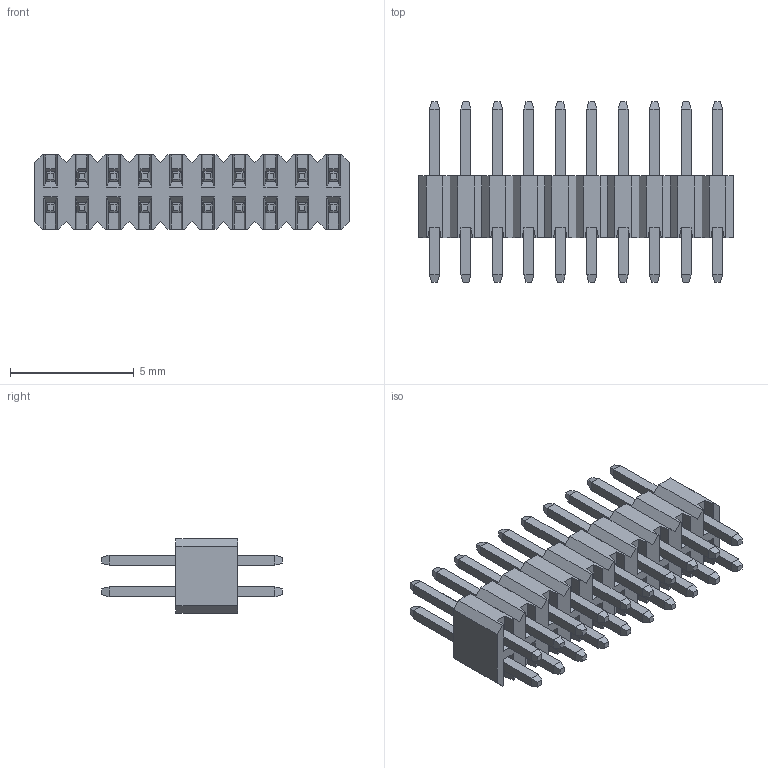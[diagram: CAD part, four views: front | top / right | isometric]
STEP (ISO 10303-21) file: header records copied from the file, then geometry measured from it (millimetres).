
FILE_DESCRIPTION( ('This file contains a STEP AP42 implementation' ,'as created by ZW3D STEP Interface translator.') ,'2;1' );
FILE_NAME( '1325-1210XXS073XXXX.stp' ,'23 317.15 039', (''), ('ZWCAD Software Co.'), 'Version 1.0', 'ZW3D to STEP translator', '' );
FILE_SCHEMA(('AUTOMOTIVE_DESIGN { 1 0 10303 214 1 1 1 1 }'));
Length unit declared in the file: millimetre
Products named in the file (2): 0; 1325-1210XXS073XXXX
Bounding box: 12.7 x 7.3 x 3 mm (x, y, z)
Volume: 102.1 mm3; surface area: 468 mm2
Topology: 21 solids, 21 shells, 514 faces, 1276 edges, 784 vertices
Faces by surface type: plane 514
Entity records: 15251 total; most frequent: CARTESIAN_POINT 2575, ORIENTED_EDGE 2552, DIRECTION 2306, VECTOR 1276, LINE 1276, EDGE_CURVE 1276, VERTEX_POINT 784, EDGE_LOOP 534
